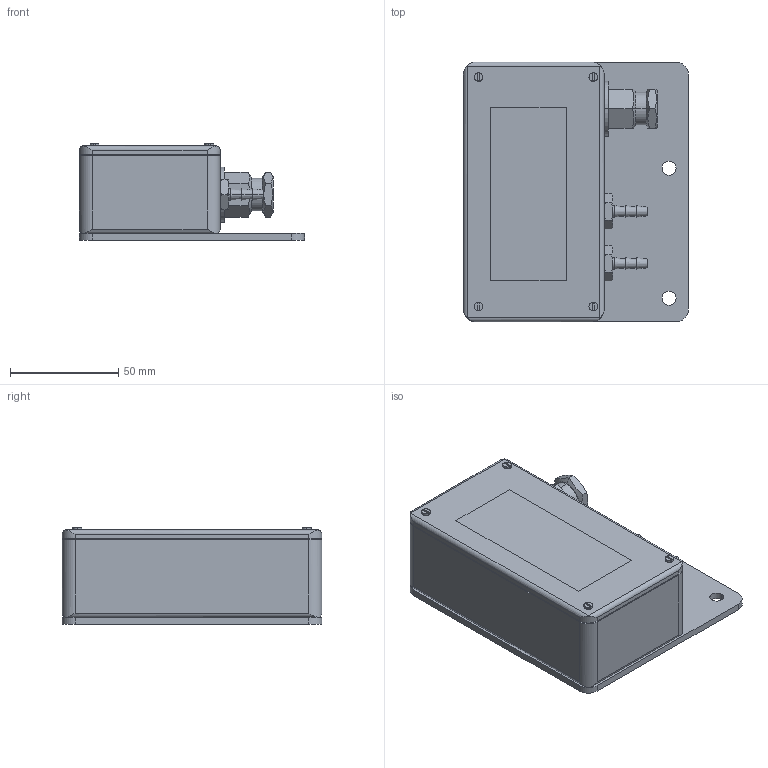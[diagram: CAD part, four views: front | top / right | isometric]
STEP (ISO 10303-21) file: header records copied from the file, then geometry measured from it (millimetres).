
FILE_DESCRIPTION(('Creo Elements/Direct Modeling STEP Export'),'2;1');
FILE_NAME('PR3202 STEP.stp','2018-09-12T12:54:49',(''),(''),'PTC Creo Elements/Direct Modeling STEP processor for AP214 (Solid Model)','PTC Creo Elements/Direct Modeling 19.0E 27-Jun-2016 (C) Parametric Technology GmbH','');
FILE_SCHEMA(('AUTOMOTIVE_DESIGN { 1 0 10303 214 1 1 1 1 }'));
Length unit declared in the file: millimetre
Products named in the file (6): Z0113; 7391; 7401; 7414.01; COUNTERSUNK; PR3202
Assembly tree (11 placements, depth 2):
  PR3202
    COUNTERSUNK  x6
    7414.01  x2
    7401
    7391
    Z0113
Bounding box: 104 x 120 x 44.67 mm (x, y, z)
Volume: 135337.1 mm3; surface area: 90317.4 mm2
Topology: 11 solids, 11 shells, 398 faces, 966 edges, 620 vertices
Faces by surface type: plane 190, cylinder 118, cone 82, torus 8
Entity records: 10783 total; most frequent: CARTESIAN_POINT 4244, ORIENTED_EDGE 1236, DIRECTION 1078, EDGE_CURVE 618, VERTEX_POINT 400, AXIS2_PLACEMENT_3D 387, EDGE_LOOP 316, VECTOR 304
